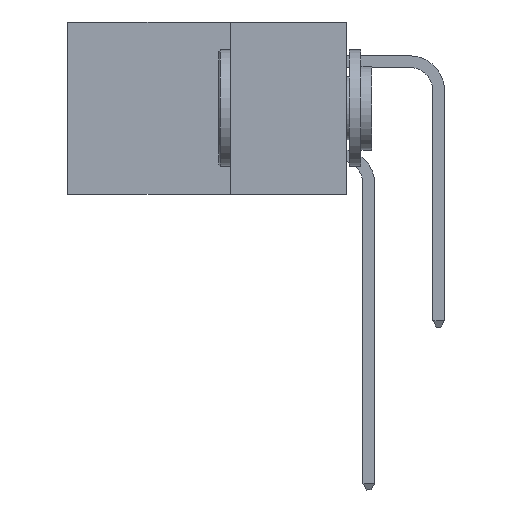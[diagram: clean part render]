
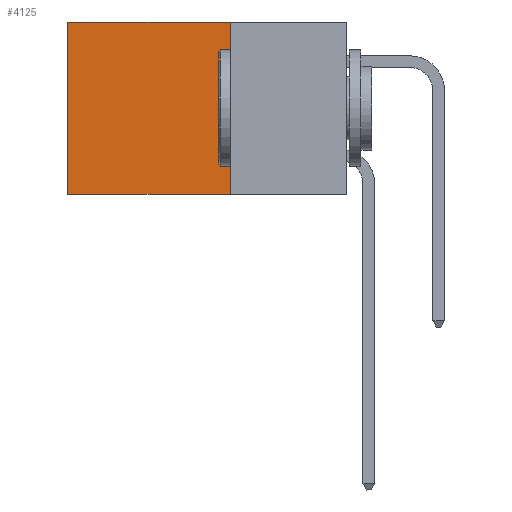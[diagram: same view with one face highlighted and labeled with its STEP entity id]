
A CAD part, left-side view. The second image highlights one B-rep face of the part: STEP entity #4125.
In plain terms, the highlighted planar face has unit normal (-1, 0, 0).
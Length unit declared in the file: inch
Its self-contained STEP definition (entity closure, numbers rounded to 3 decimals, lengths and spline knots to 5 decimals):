
#23 = EDGE_CURVE ( 'NONE', #6932, #7285, #8584, .T. ) ;
#79 = CARTESIAN_POINT ( 'NONE',  ( 0.2875, 0.25, -0.37 ) ) ;
#953 = CARTESIAN_POINT ( 'NONE',  ( 0.2875, 0.25, -0.37 ) ) ;
#1461 = LINE ( 'NONE', #2371, #3687 ) ;
#1704 = DIRECTION ( 'NONE',  ( 0., 1., 0. ) ) ;
#1948 = VERTEX_POINT ( 'NONE', #5810 ) ;
#2371 = CARTESIAN_POINT ( 'NONE',  ( 0.2875, 0.6, 0. ) ) ;
#3019 = VERTEX_POINT ( 'NONE', #6201 ) ;
#3438 = DIRECTION ( 'NONE',  ( 0., 0., -1. ) ) ;
#3687 = VECTOR ( 'NONE', #3438, 39.37008 ) ;
#4022 = VECTOR ( 'NONE', #6365, 39.37008 ) ;
#4125 = ADVANCED_FACE ( 'NONE', ( #11855 ), #13587, .F. ) ;
#4383 = EDGE_CURVE ( 'NONE', #1948, #6932, #8557, .T. ) ;
#4487 = ORIENTED_EDGE ( 'NONE', *, *, #10967, .T. ) ;
#4992 = EDGE_CURVE ( 'NONE', #1948, #3019, #9705, .T. ) ;
#5178 = ORIENTED_EDGE ( 'NONE', *, *, #4992, .T. ) ;
#5715 = VECTOR ( 'NONE', #11615, 39.37008 ) ;
#5810 = CARTESIAN_POINT ( 'NONE',  ( 0.2875, 0.25, 0. ) ) ;
#5839 = AXIS2_PLACEMENT_3D ( 'NONE', #13671, #13568, #13553 ) ;
#6201 = CARTESIAN_POINT ( 'NONE',  ( 0.2875, 0.6, 0. ) ) ;
#6329 = EDGE_LOOP ( 'NONE', ( #4487, #11344, #7555, #5178 ) ) ;
#6365 = DIRECTION ( 'NONE',  ( 0., 1., 0. ) ) ;
#6384 = CARTESIAN_POINT ( 'NONE',  ( 0.2875, 0.25, 0. ) ) ;
#6932 = VERTEX_POINT ( 'NONE', #79 ) ;
#7285 = VERTEX_POINT ( 'NONE', #8316 ) ;
#7555 = ORIENTED_EDGE ( 'NONE', *, *, #4383, .F. ) ;
#8316 = CARTESIAN_POINT ( 'NONE',  ( 0.2875, 0.6, -0.37 ) ) ;
#8557 = LINE ( 'NONE', #11662, #5715 ) ;
#8584 = LINE ( 'NONE', #953, #11098 ) ;
#9705 = LINE ( 'NONE', #6384, #4022 ) ;
#10967 = EDGE_CURVE ( 'NONE', #3019, #7285, #1461, .T. ) ;
#11098 = VECTOR ( 'NONE', #1704, 39.37008 ) ;
#11344 = ORIENTED_EDGE ( 'NONE', *, *, #23, .F. ) ;
#11615 = DIRECTION ( 'NONE',  ( 0., 0., -1. ) ) ;
#11662 = CARTESIAN_POINT ( 'NONE',  ( 0.2875, 0.25, 0. ) ) ;
#11855 = FACE_OUTER_BOUND ( 'NONE', #6329, .T. ) ;
#13553 = DIRECTION ( 'NONE',  ( 0., 0., -1. ) ) ;
#13568 = DIRECTION ( 'NONE',  ( 1., 0., 0. ) ) ;
#13587 = PLANE ( 'NONE',  #5839 ) ;
#13671 = CARTESIAN_POINT ( 'NONE',  ( 0.2875, 0.25, 0. ) ) ;
